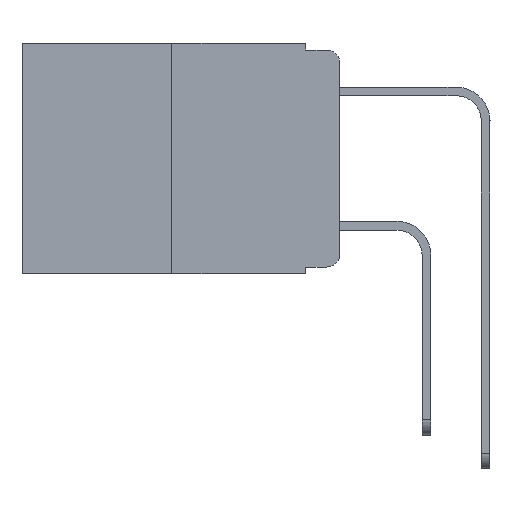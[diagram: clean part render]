
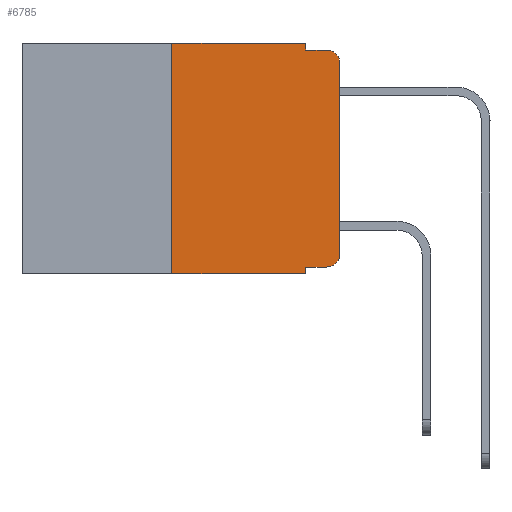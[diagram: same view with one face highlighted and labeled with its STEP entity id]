
A CAD part, left-side view. The second image highlights one B-rep face of the part: STEP entity #6785.
In plain terms, the highlighted planar face has unit normal (-1, 0, 0).
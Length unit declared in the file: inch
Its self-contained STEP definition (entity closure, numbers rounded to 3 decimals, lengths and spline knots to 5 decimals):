
#139 = DIRECTION ( 'NONE',  ( 0., -1., 0. ) ) ;
#878 = LINE ( 'NONE', #21540, #1564 ) ;
#894 = LINE ( 'NONE', #7632, #22119 ) ;
#1327 = ORIENTED_EDGE ( 'NONE', *, *, #21609, .F. ) ;
#1564 = VECTOR ( 'NONE', #23569, 39.37008 ) ;
#2592 = DIRECTION ( 'NONE',  ( 0., 0., -1. ) ) ;
#2966 = EDGE_CURVE ( 'NONE', #19908, #3736, #22509, .T. ) ;
#3354 = CARTESIAN_POINT ( 'NONE',  ( 0., 0.25, -0.343 ) ) ;
#3517 = EDGE_LOOP ( 'NONE', ( #7706, #20835, #26305, #7624, #10490, #5502, #21533, #1327, #3581, #14030 ) ) ;
#3581 = ORIENTED_EDGE ( 'NONE', *, *, #22134, .T. ) ;
#3736 = VERTEX_POINT ( 'NONE', #17414 ) ;
#4207 = CARTESIAN_POINT ( 'NONE',  ( 0., 0.25, 0. ) ) ;
#4734 = EDGE_CURVE ( 'NONE', #23521, #10113, #6710, .T. ) ;
#4772 = LINE ( 'NONE', #11238, #10510 ) ;
#5226 = VECTOR ( 'NONE', #13691, 39.37008 ) ;
#5502 = ORIENTED_EDGE ( 'NONE', *, *, #2966, .F. ) ;
#6222 = VECTOR ( 'NONE', #7867, 39.37008 ) ;
#6399 = DIRECTION ( 'NONE',  ( 0., 0., 1. ) ) ;
#6710 = CIRCLE ( 'NONE', #22060, 0.02 ) ;
#6785 = ADVANCED_FACE ( 'NONE', ( #7691 ), #18452, .F. ) ;
#7085 = EDGE_CURVE ( 'NONE', #10981, #12486, #878, .T. ) ;
#7533 = CARTESIAN_POINT ( 'NONE',  ( 0., 0.051, -0.333 ) ) ;
#7624 = ORIENTED_EDGE ( 'NONE', *, *, #16695, .F. ) ;
#7632 = CARTESIAN_POINT ( 'NONE',  ( 0., 0.051, 0. ) ) ;
#7691 = FACE_OUTER_BOUND ( 'NONE', #3517, .T. ) ;
#7706 = ORIENTED_EDGE ( 'NONE', *, *, #18433, .T. ) ;
#7867 = DIRECTION ( 'NONE',  ( 0., -1., 0. ) ) ;
#8111 = VERTEX_POINT ( 'NONE', #19085 ) ;
#8586 = CARTESIAN_POINT ( 'NONE',  ( 0., 0., -0.03 ) ) ;
#9819 = DIRECTION ( 'NONE',  ( 0., 0., -1. ) ) ;
#10113 = VERTEX_POINT ( 'NONE', #20454 ) ;
#10129 = VECTOR ( 'NONE', #6399, 39.37008 ) ;
#10490 = ORIENTED_EDGE ( 'NONE', *, *, #18615, .F. ) ;
#10510 = VECTOR ( 'NONE', #2592, 39.37008 ) ;
#10981 = VERTEX_POINT ( 'NONE', #19331 ) ;
#10992 = LINE ( 'NONE', #26047, #5226 ) ;
#11238 = CARTESIAN_POINT ( 'NONE',  ( 0., 0.051, 0. ) ) ;
#11349 = AXIS2_PLACEMENT_3D ( 'NONE', #24981, #12631, #27051 ) ;
#12395 = DIRECTION ( 'NONE',  ( 1., 0., 0. ) ) ;
#12486 = VERTEX_POINT ( 'NONE', #18344 ) ;
#12557 = CARTESIAN_POINT ( 'NONE',  ( 0., 0.02, -0.313 ) ) ;
#12631 = DIRECTION ( 'NONE',  ( -1., 0., 0. ) ) ;
#13126 = CARTESIAN_POINT ( 'NONE',  ( 0., 0.473, -0.343 ) ) ;
#13150 = VERTEX_POINT ( 'NONE', #8586 ) ;
#13691 = DIRECTION ( 'NONE',  ( 0., 0., 1. ) ) ;
#14030 = ORIENTED_EDGE ( 'NONE', *, *, #4734, .T. ) ;
#14207 = EDGE_CURVE ( 'NONE', #19908, #18327, #22415, .T. ) ;
#14633 = DIRECTION ( 'NONE',  ( 0., 0., -1. ) ) ;
#15008 = VERTEX_POINT ( 'NONE', #7533 ) ;
#16304 = CARTESIAN_POINT ( 'NONE',  ( 0., 0.473, 0. ) ) ;
#16695 = EDGE_CURVE ( 'NONE', #8111, #10981, #894, .T. ) ;
#16940 = VECTOR ( 'NONE', #139, 39.37008 ) ;
#17207 = DIRECTION ( 'NONE',  ( 0., -1., 0. ) ) ;
#17414 = CARTESIAN_POINT ( 'NONE',  ( 0., 0.25, 0. ) ) ;
#17494 = LINE ( 'NONE', #16304, #6222 ) ;
#17609 = EDGE_CURVE ( 'NONE', #13150, #12486, #22067, .T. ) ;
#17678 = VECTOR ( 'NONE', #17207, 39.37008 ) ;
#18318 = LINE ( 'NONE', #21375, #17678 ) ;
#18327 = VERTEX_POINT ( 'NONE', #19390 ) ;
#18344 = CARTESIAN_POINT ( 'NONE',  ( 0., 0.02, -0.01 ) ) ;
#18433 = EDGE_CURVE ( 'NONE', #10113, #13150, #10992, .T. ) ;
#18452 = PLANE ( 'NONE',  #22619 ) ;
#18615 = EDGE_CURVE ( 'NONE', #3736, #8111, #17494, .T. ) ;
#19085 = CARTESIAN_POINT ( 'NONE',  ( 0., 0.051, 0. ) ) ;
#19331 = CARTESIAN_POINT ( 'NONE',  ( 0., 0.051, -0.01 ) ) ;
#19390 = CARTESIAN_POINT ( 'NONE',  ( 0., 0.051, -0.343 ) ) ;
#19908 = VERTEX_POINT ( 'NONE', #3354 ) ;
#20369 = CARTESIAN_POINT ( 'NONE',  ( 0., 0.02, -0.333 ) ) ;
#20454 = CARTESIAN_POINT ( 'NONE',  ( 0., 0., -0.313 ) ) ;
#20835 = ORIENTED_EDGE ( 'NONE', *, *, #17609, .T. ) ;
#21375 = CARTESIAN_POINT ( 'NONE',  ( 0., 0.051, -0.333 ) ) ;
#21533 = ORIENTED_EDGE ( 'NONE', *, *, #14207, .T. ) ;
#21540 = CARTESIAN_POINT ( 'NONE',  ( 0., 0.051, -0.01 ) ) ;
#21609 = EDGE_CURVE ( 'NONE', #15008, #18327, #4772, .T. ) ;
#22060 = AXIS2_PLACEMENT_3D ( 'NONE', #12557, #26975, #14633 ) ;
#22067 = CIRCLE ( 'NONE', #11349, 0.02 ) ;
#22119 = VECTOR ( 'NONE', #9819, 39.37008 ) ;
#22134 = EDGE_CURVE ( 'NONE', #15008, #23521, #18318, .T. ) ;
#22415 = LINE ( 'NONE', #13126, #16940 ) ;
#22509 = LINE ( 'NONE', #4207, #10129 ) ;
#22619 = AXIS2_PLACEMENT_3D ( 'NONE', #24765, #12395, #26827 ) ;
#23521 = VERTEX_POINT ( 'NONE', #20369 ) ;
#23569 = DIRECTION ( 'NONE',  ( 0., -1., 0. ) ) ;
#24765 = CARTESIAN_POINT ( 'NONE',  ( 0., 0.473, 0. ) ) ;
#24981 = CARTESIAN_POINT ( 'NONE',  ( 0., 0.02, -0.03 ) ) ;
#26047 = CARTESIAN_POINT ( 'NONE',  ( 0., 0., 0. ) ) ;
#26305 = ORIENTED_EDGE ( 'NONE', *, *, #7085, .F. ) ;
#26827 = DIRECTION ( 'NONE',  ( 0., 0., -1. ) ) ;
#26975 = DIRECTION ( 'NONE',  ( -1., 0., 0. ) ) ;
#27051 = DIRECTION ( 'NONE',  ( 0., 0., -1. ) ) ;
